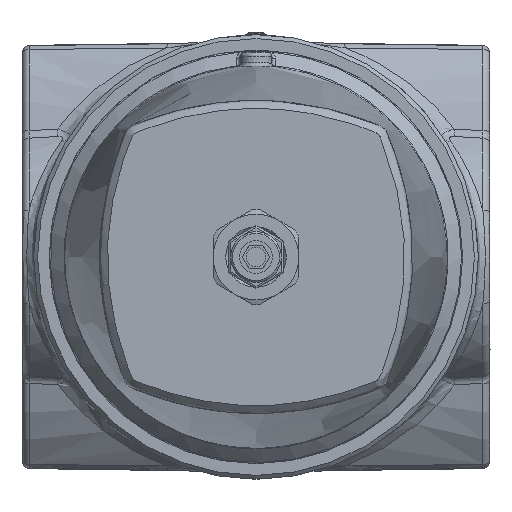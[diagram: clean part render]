
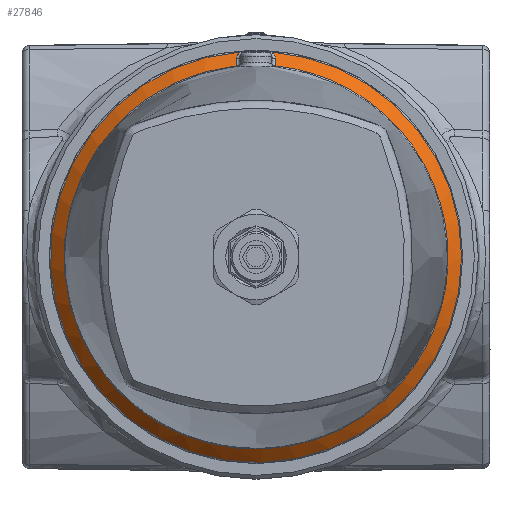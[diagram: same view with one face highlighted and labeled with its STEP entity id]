
A CAD part, front view. The second image highlights one B-rep face of the part: STEP entity #27846.
In plain terms, the highlighted conical face has half-angle 45 degrees and reference radius 49.5 mm.
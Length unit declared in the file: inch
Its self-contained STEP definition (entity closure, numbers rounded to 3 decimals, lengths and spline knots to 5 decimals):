
#594=CONICAL_SURFACE('',#30350,1.94882,45.);
#2607=B_SPLINE_CURVE_WITH_KNOTS('',3,(#94095,#94096,#94097,#94098),
 .UNSPECIFIED.,.F.,.F.,(4,4),(-0.25732,0.),.UNSPECIFIED.);
#2610=B_SPLINE_CURVE_WITH_KNOTS('',3,(#94138,#94139,#94140,#94141,#94142),
 .UNSPECIFIED.,.F.,.F.,(4,1,4),(0.,0.15411,
0.2697),.UNSPECIFIED.);
#2614=B_SPLINE_CURVE_WITH_KNOTS('',3,(#94284,#94285,#94286,#94287),
 .UNSPECIFIED.,.F.,.F.,(4,4),(-0.25732,0.),.UNSPECIFIED.);
#2616=B_SPLINE_CURVE_WITH_KNOTS('',3,(#94321,#94322,#94323,#94324,#94325),
 .UNSPECIFIED.,.F.,.F.,(4,1,4),(0.09911,0.2147,0.36881),
 .UNSPECIFIED.);
#2623=B_SPLINE_CURVE_WITH_KNOTS('',3,(#94601,#94602,#94603,#94604,#94605,
#94606,#94607,#94608,#94609,#94610,#94611,#94612,#94613,#94614,#94615,#94616,
#94617,#94618,#94619,#94620,#94621,#94622,#94623,#94624,#94625,#94626,#94627,
#94628,#94629,#94630,#94631,#94632,#94633,#94634,#94635,#94636,#94637,#94638,
#94639,#94640,#94641,#94642,#94643,#94644,#94645,#94646),.UNSPECIFIED.,
 .F.,.F.,(4,2,1,2,1,1,1,2,2,2,1,1,1,2,1,1,2,2,2,1,1,1,2,1,1,2,2,2,1,1,4),
(-27.67202,-27.48617,-24.69786,-23.76842,
-22.84084,-21.91325,-21.21756,-20.05808,
-19.87309,-19.68761,-18.52829,-17.8327,
-17.36897,-15.97779,-14.81834,-14.12267,
-12.26755,-12.08241,-11.89675,-10.04192,
-9.57821,-8.6508,-8.18709,-6.33174,
-5.63599,-4.47639,-4.29098,-4.10508,
-1.69296,-1.49195,-0.88892),.UNSPECIFIED.);
#2624=B_SPLINE_CURVE_WITH_KNOTS('',3,(#94683,#94684,#94685,#94686,#94687,
#94688,#94689,#94690),.UNSPECIFIED.,.F.,.F.,(4,1,1,2,4),(0.11718,
1.39999,2.04139,3.3242,3.50992),
 .UNSPECIFIED.);
#6401=FACE_OUTER_BOUND('',#8221,.T.);
#8221=EDGE_LOOP('',(#23410,#23411,#23412,#23413,#23414,#23415,#23416));
#9735=CIRCLE('',#30342,2.07508);
#12066=VERTEX_POINT('',#94092);
#12067=VERTEX_POINT('',#94094);
#12069=VERTEX_POINT('',#94130);
#12075=VERTEX_POINT('',#94281);
#12076=VERTEX_POINT('',#94283);
#12078=VERTEX_POINT('',#94319);
#12083=VERTEX_POINT('',#94599);
#15871=EDGE_CURVE('',#12066,#12067,#2607,.T.);
#15876=EDGE_CURVE('',#12067,#12069,#2610,.T.);
#15886=EDGE_CURVE('',#12075,#12076,#2614,.T.);
#15890=EDGE_CURVE('',#12078,#12075,#2616,.T.);
#15906=EDGE_CURVE('',#12083,#12066,#2623,.T.);
#15908=EDGE_CURVE('',#12069,#12078,#9735,.T.);
#15909=EDGE_CURVE('',#12076,#12083,#2624,.T.);
#23410=ORIENTED_EDGE('',*,*,#15871,.F.);
#23411=ORIENTED_EDGE('',*,*,#15906,.F.);
#23412=ORIENTED_EDGE('',*,*,#15909,.F.);
#23413=ORIENTED_EDGE('',*,*,#15886,.F.);
#23414=ORIENTED_EDGE('',*,*,#15890,.F.);
#23415=ORIENTED_EDGE('',*,*,#15908,.F.);
#23416=ORIENTED_EDGE('',*,*,#15876,.F.);
#27846=ADVANCED_FACE('',(#6401),#594,.T.);
#30342=AXIS2_PLACEMENT_3D('',#94650,#36007,#36008);
#30350=AXIS2_PLACEMENT_3D('',#94700,#36024,#36025);
#36007=DIRECTION('center_axis',(0.,1.,0.));
#36008=DIRECTION('ref_axis',(-1.,0.,0.));
#36024=DIRECTION('center_axis',(0.,1.,0.));
#36025=DIRECTION('ref_axis',(1.,0.,0.));
#94092=CARTESIAN_POINT('',(0.19596,-0.17685,1.92937));
#94094=CARTESIAN_POINT('',(0.19482,-0.10546,2.00123));
#94095=CARTESIAN_POINT('Ctrl Pts',(0.19596,-0.17685,
1.92937));
#94096=CARTESIAN_POINT('Ctrl Pts',(0.19558,-0.15305,
1.95332));
#94097=CARTESIAN_POINT('Ctrl Pts',(0.1952,-0.12926,
1.97728));
#94098=CARTESIAN_POINT('Ctrl Pts',(0.19482,-0.10546,
2.00123));
#94130=CARTESIAN_POINT('',(0.15356,-0.04106,2.06939));
#94138=CARTESIAN_POINT('Ctrl Pts',(0.19482,-0.10546,
2.00123));
#94139=CARTESIAN_POINT('Ctrl Pts',(0.19459,-0.0912,
2.01557));
#94140=CARTESIAN_POINT('Ctrl Pts',(0.18765,-0.06643,
2.04116));
#94141=CARTESIAN_POINT('Ctrl Pts',(0.16589,-0.04673,
2.06279));
#94142=CARTESIAN_POINT('Ctrl Pts',(0.15356,-0.04106,
2.06939));
#94281=CARTESIAN_POINT('',(-0.19482,-0.10546,2.00123));
#94283=CARTESIAN_POINT('',(-0.19596,-0.17685,1.92937));
#94284=CARTESIAN_POINT('Ctrl Pts',(-0.19482,-0.10546,
2.00123));
#94285=CARTESIAN_POINT('Ctrl Pts',(-0.1952,-0.12926,
1.97728));
#94286=CARTESIAN_POINT('Ctrl Pts',(-0.19558,-0.15305,
1.95332));
#94287=CARTESIAN_POINT('Ctrl Pts',(-0.19596,-0.17685,
1.92937));
#94319=CARTESIAN_POINT('',(-0.15356,-0.04106,2.06939));
#94321=CARTESIAN_POINT('Ctrl Pts',(-0.15356,-0.04106,
2.06939));
#94322=CARTESIAN_POINT('Ctrl Pts',(-0.16589,-0.04673,
2.06279));
#94323=CARTESIAN_POINT('Ctrl Pts',(-0.18765,-0.06643,
2.04116));
#94324=CARTESIAN_POINT('Ctrl Pts',(-0.19459,-0.0912,
2.01557));
#94325=CARTESIAN_POINT('Ctrl Pts',(-0.19482,-0.10546,
2.00123));
#94599=CARTESIAN_POINT('',(-1.37198,-0.17587,1.37198));
#94601=CARTESIAN_POINT('Ctrl Pts',(-1.37198,-0.17587,
1.37198));
#94602=CARTESIAN_POINT('Ctrl Pts',(-1.389,-0.17587,
1.35496));
#94603=CARTESIAN_POINT('Ctrl Pts',(-1.40569,-0.17588,
1.33761));
#94604=CARTESIAN_POINT('Ctrl Pts',(-1.66901,-0.17622,
1.05388));
#94605=CARTESIAN_POINT('Ctrl Pts',(-1.89371,-0.17679,
0.60862));
#94606=CARTESIAN_POINT('Ctrl Pts',(-1.93926,-0.17686,
0.12088));
#94607=CARTESIAN_POINT('Ctrl Pts',(-1.93925,-0.17686,
-0.12048));
#94608=CARTESIAN_POINT('Ctrl Pts',(-1.91705,-0.17682,
-0.3613));
#94609=CARTESIAN_POINT('Ctrl Pts',(-1.82406,-0.17661,
-0.6845));
#94610=CARTESIAN_POINT('Ctrl Pts',(-1.66917,-0.17628,
-1.01062));
#94611=CARTESIAN_POINT('Ctrl Pts',(-1.52497,-0.17603,
-1.20911));
#94612=CARTESIAN_POINT('Ctrl Pts',(-1.40572,-0.17588,
-1.33759));
#94613=CARTESIAN_POINT('Ctrl Pts',(-1.38901,-0.17587,
-1.35497));
#94614=CARTESIAN_POINT('Ctrl Pts',(-1.35493,-0.17587,
-1.38904));
#94615=CARTESIAN_POINT('Ctrl Pts',(-1.33754,-0.17588,
-1.40577));
#94616=CARTESIAN_POINT('Ctrl Pts',(-1.20981,-0.17603,
-1.52418));
#94617=CARTESIAN_POINT('Ctrl Pts',(-1.0125,-0.17628,
-1.66841));
#94618=CARTESIAN_POINT('Ctrl Pts',(-0.73807,-0.17656,
-1.79839));
#94619=CARTESIAN_POINT('Ctrl Pts',(-0.42505,-0.1768,
-1.90476));
#94620=CARTESIAN_POINT('Ctrl Pts',(-0.18056,-0.17687,
-1.93938));
#94621=CARTESIAN_POINT('Ctrl Pts',(0.1501,-0.17686,
-1.93938));
#94622=CARTESIAN_POINT('Ctrl Pts',(0.39259,-0.17681,
-1.91096));
#94623=CARTESIAN_POINT('Ctrl Pts',(0.85578,-0.17648,
-1.76623));
#94624=CARTESIAN_POINT('Ctrl Pts',(1.14148,-0.17611,-1.58728));
#94625=CARTESIAN_POINT('Ctrl Pts',(1.33767,-0.17588,
-1.40567));
#94626=CARTESIAN_POINT('Ctrl Pts',(1.35495,-0.17587,
-1.38901));
#94627=CARTESIAN_POINT('Ctrl Pts',(1.38906,-0.17587,-1.35492));
#94628=CARTESIAN_POINT('Ctrl Pts',(1.40574,-0.17588,
-1.33755));
#94629=CARTESIAN_POINT('Ctrl Pts',(1.586,-0.1761,-1.14372));
#94630=CARTESIAN_POINT('Ctrl Pts',(1.75043,-0.17645,
-0.88056));
#94631=CARTESIAN_POINT('Ctrl Pts',(1.88522,-0.17675,
-0.48183));
#94632=CARTESIAN_POINT('Ctrl Pts',(1.93109,-0.17685,
-0.2416));
#94633=CARTESIAN_POINT('Ctrl Pts',(1.93918,-0.17686,
-0.06023));
#94634=CARTESIAN_POINT('Ctrl Pts',(1.93982,-0.17687,
0.24028));
#94635=CARTESIAN_POINT('Ctrl Pts',(1.87597,-0.17673,
0.57546));
#94636=CARTESIAN_POINT('Ctrl Pts',(1.66899,-0.17628,
1.01087));
#94637=CARTESIAN_POINT('Ctrl Pts',(1.52476,-0.17603,
1.20939));
#94638=CARTESIAN_POINT('Ctrl Pts',(1.40571,-0.17588,
1.3376));
#94639=CARTESIAN_POINT('Ctrl Pts',(1.389,-0.17587,
1.35497));
#94640=CARTESIAN_POINT('Ctrl Pts',(1.35491,-0.17587,1.38905));
#94641=CARTESIAN_POINT('Ctrl Pts',(1.3376,-0.17588,
1.40571));
#94642=CARTESIAN_POINT('Ctrl Pts',(1.08995,-0.17617,1.63531));
#94643=CARTESIAN_POINT('Ctrl Pts',(0.78606,-0.17657,
1.80354));
#94644=CARTESIAN_POINT('Ctrl Pts',(0.37845,-0.17679,
1.90438));
#94645=CARTESIAN_POINT('Ctrl Pts',(0.2743,-0.17683,
1.92143));
#94646=CARTESIAN_POINT('Ctrl Pts',(0.19596,-0.17685,
1.92937));
#94650=CARTESIAN_POINT('Origin',(0.,-0.04106,0.));
#94683=CARTESIAN_POINT('Ctrl Pts',(-0.19596,-0.17685,
1.92937));
#94684=CARTESIAN_POINT('Ctrl Pts',(-0.36236,-0.17681,
1.9125));
#94685=CARTESIAN_POINT('Ctrl Pts',(-0.61007,-0.17668,
1.85419));
#94686=CARTESIAN_POINT('Ctrl Pts',(-0.98969,-0.1763,
1.68295));
#94687=CARTESIAN_POINT('Ctrl Pts',(-1.19772,-0.17604,
1.53543));
#94688=CARTESIAN_POINT('Ctrl Pts',(-1.3376,-0.17588,
1.40571));
#94689=CARTESIAN_POINT('Ctrl Pts',(-1.35497,-0.17587,
1.38899));
#94690=CARTESIAN_POINT('Ctrl Pts',(-1.37198,-0.17587,
1.37198));
#94700=CARTESIAN_POINT('Origin',(0.,-0.16732,0.));
